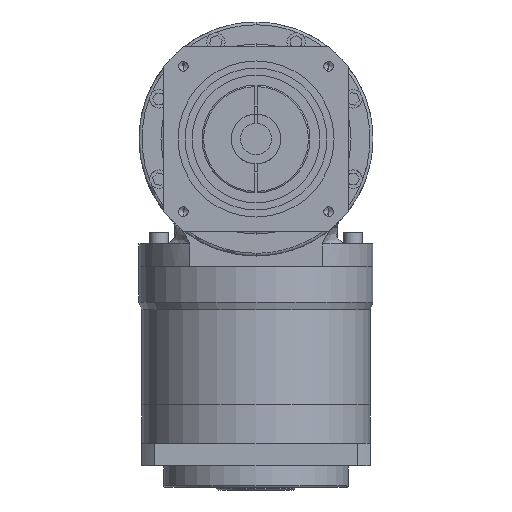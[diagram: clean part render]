
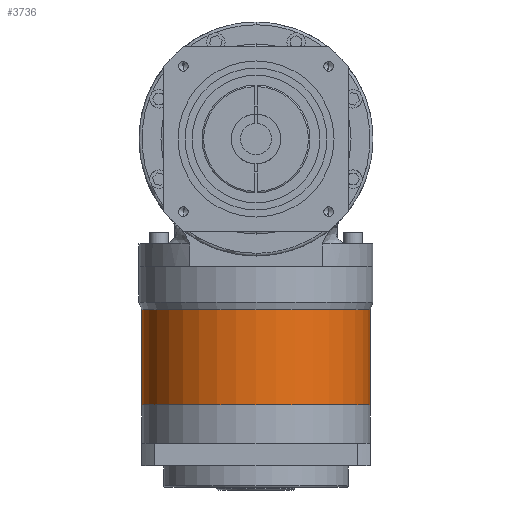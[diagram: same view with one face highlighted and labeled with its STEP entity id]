
A CAD part, front view. The second image highlights one B-rep face of the part: STEP entity #3736.
In plain terms, the highlighted cylindrical face has radius 80.5 mm (diameter 161 mm), a partial arc.
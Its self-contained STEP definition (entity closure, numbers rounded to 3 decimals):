
#10 = AXIS2_PLACEMENT_3D ( 'NONE', #7134, #109, #8324 ) ;
#66 = DIRECTION ( 'NONE',  ( 1., 0., 0. ) ) ;
#109 = DIRECTION ( 'NONE',  ( 0., 0., -1. ) ) ;
#206 = CARTESIAN_POINT ( 'NONE',  ( -80.5, 0., -30.495 ) ) ;
#260 = DIRECTION ( 'NONE',  ( 0., 0., -1. ) ) ;
#372 = CARTESIAN_POINT ( 'NONE',  ( -80.5, 0., -97.5 ) ) ;
#748 = FACE_OUTER_BOUND ( 'NONE', #10250, .T. ) ;
#1350 = LINE ( 'NONE', #12661, #7615 ) ;
#1374 = ORIENTED_EDGE ( 'NONE', *, *, #3168, .F. ) ;
#1471 = CARTESIAN_POINT ( 'NONE',  ( 80.5, 0., -30.495 ) ) ;
#1582 = VERTEX_POINT ( 'NONE', #372 ) ;
#2590 = DIRECTION ( 'NONE',  ( 0., 0., 1. ) ) ;
#3168 = EDGE_CURVE ( 'NONE', #1582, #14693, #8314, .T. ) ;
#3736 = ADVANCED_FACE ( 'NONE', ( #748 ), #11413, .T. ) ;
#4261 = ORIENTED_EDGE ( 'NONE', *, *, #12465, .F. ) ;
#5181 = VECTOR ( 'NONE', #2590, 1000. ) ;
#5310 = CIRCLE ( 'NONE', #12470, 80.5 ) ;
#6497 = ORIENTED_EDGE ( 'NONE', *, *, #9990, .T. ) ;
#6813 = DIRECTION ( 'NONE',  ( 0., 0., 1. ) ) ;
#7097 = CARTESIAN_POINT ( 'NONE',  ( 0., 0., -140.5 ) ) ;
#7134 = CARTESIAN_POINT ( 'NONE',  ( 0., 0., -97.5 ) ) ;
#7294 = CARTESIAN_POINT ( 'NONE',  ( 0., 0., -30.495 ) ) ;
#7615 = VECTOR ( 'NONE', #6813, 1000. ) ;
#7631 = CIRCLE ( 'NONE', #10, 80.5 ) ;
#8314 = LINE ( 'NONE', #9621, #5181 ) ;
#8324 = DIRECTION ( 'NONE',  ( -1., 0., 0. ) ) ;
#8492 = DIRECTION ( 'NONE',  ( 1., 0., 0. ) ) ;
#9135 = ORIENTED_EDGE ( 'NONE', *, *, #12828, .T. ) ;
#9417 = DIRECTION ( 'NONE',  ( 0., 0., 1. ) ) ;
#9621 = CARTESIAN_POINT ( 'NONE',  ( -80.5, 0., -140.5 ) ) ;
#9990 = EDGE_CURVE ( 'NONE', #12579, #14693, #5310, .T. ) ;
#10250 = EDGE_LOOP ( 'NONE', ( #1374, #4261, #9135, #6497 ) ) ;
#10479 = CARTESIAN_POINT ( 'NONE',  ( 80.5, 0., -97.5 ) ) ;
#11413 = CYLINDRICAL_SURFACE ( 'NONE', #15138, 80.5 ) ;
#12465 = EDGE_CURVE ( 'NONE', #13368, #1582, #7631, .T. ) ;
#12470 = AXIS2_PLACEMENT_3D ( 'NONE', #7294, #260, #8492 ) ;
#12579 = VERTEX_POINT ( 'NONE', #1471 ) ;
#12661 = CARTESIAN_POINT ( 'NONE',  ( 80.5, 0., -140.5 ) ) ;
#12828 = EDGE_CURVE ( 'NONE', #13368, #12579, #1350, .T. ) ;
#13368 = VERTEX_POINT ( 'NONE', #10479 ) ;
#14693 = VERTEX_POINT ( 'NONE', #206 ) ;
#15138 = AXIS2_PLACEMENT_3D ( 'NONE', #7097, #9417, #66 ) ;
